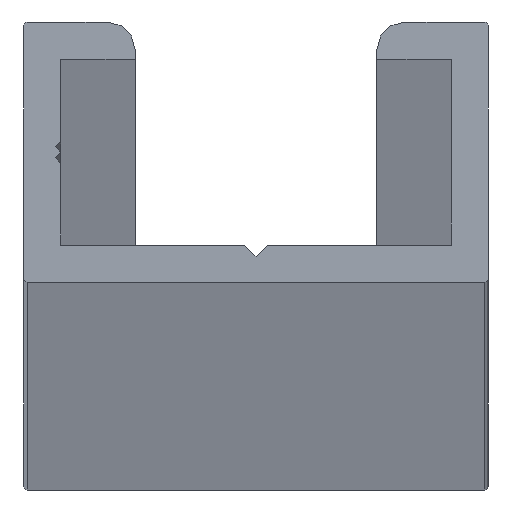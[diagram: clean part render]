
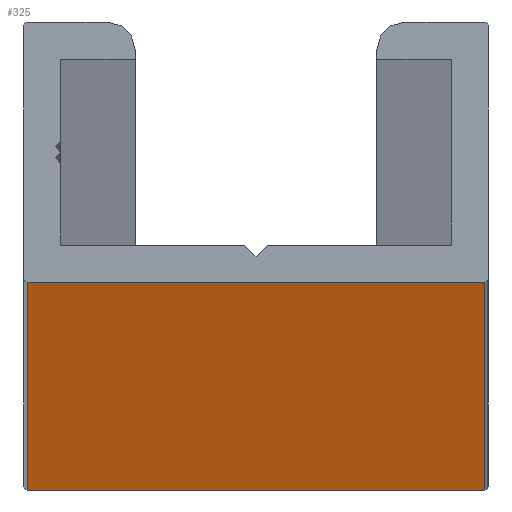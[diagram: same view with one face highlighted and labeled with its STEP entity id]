
A CAD part, top view. The second image highlights one B-rep face of the part: STEP entity #325.
In plain terms, the highlighted planar face has unit normal (0, -1, 0).
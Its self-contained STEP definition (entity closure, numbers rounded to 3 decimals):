
#80 = CARTESIAN_POINT ( 'NONE',  ( 12.3, 0., -609.6 ) ) ;
#94 = LINE ( 'NONE', #515, #455 ) ;
#120 = VERTEX_POINT ( 'NONE', #368 ) ;
#221 = DIRECTION ( 'NONE',  ( 0., 0., -1. ) ) ;
#250 = ORIENTED_EDGE ( 'NONE', *, *, #682, .F. ) ;
#266 = DIRECTION ( 'NONE',  ( 1., 0., 0. ) ) ;
#313 = VECTOR ( 'NONE', #666, 1000. ) ;
#325 = ADVANCED_FACE ( 'NONE', ( #535 ), #538, .T. ) ;
#368 = CARTESIAN_POINT ( 'NONE',  ( -12.3, 0., 5791.2 ) ) ;
#428 = DIRECTION ( 'NONE',  ( 0., 0., -1. ) ) ;
#429 = VECTOR ( 'NONE', #753, 1000. ) ;
#436 = EDGE_LOOP ( 'NONE', ( #714, #250, #508, #748 ) ) ;
#455 = VECTOR ( 'NONE', #428, 1000. ) ;
#465 = DIRECTION ( 'NONE',  ( 0., -1., 0. ) ) ;
#471 = CARTESIAN_POINT ( 'NONE',  ( 12.3, 0., 5791.2 ) ) ;
#508 = ORIENTED_EDGE ( 'NONE', *, *, #853, .T. ) ;
#514 = CARTESIAN_POINT ( 'NONE',  ( -12.3, 0., 5791.2 ) ) ;
#515 = CARTESIAN_POINT ( 'NONE',  ( 12.3, 0., 5791.2 ) ) ;
#533 = LINE ( 'NONE', #590, #313 ) ;
#535 = FACE_OUTER_BOUND ( 'NONE', #436, .T. ) ;
#538 = PLANE ( 'NONE',  #542 ) ;
#542 = AXIS2_PLACEMENT_3D ( 'NONE', #902, #465, #266 ) ;
#579 = EDGE_CURVE ( 'NONE', #120, #897, #830, .T. ) ;
#590 = CARTESIAN_POINT ( 'NONE',  ( 12.3, 0., -609.6 ) ) ;
#623 = CARTESIAN_POINT ( 'NONE',  ( -12.3, 0., -609.6 ) ) ;
#625 = CARTESIAN_POINT ( 'NONE',  ( 12.3, 0., 5791.2 ) ) ;
#640 = VERTEX_POINT ( 'NONE', #80 ) ;
#666 = DIRECTION ( 'NONE',  ( -1., 0., 0. ) ) ;
#682 = EDGE_CURVE ( 'NONE', #801, #640, #94, .T. ) ;
#714 = ORIENTED_EDGE ( 'NONE', *, *, #763, .F. ) ;
#738 = LINE ( 'NONE', #625, #429 ) ;
#740 = VECTOR ( 'NONE', #221, 1000. ) ;
#748 = ORIENTED_EDGE ( 'NONE', *, *, #579, .T. ) ;
#753 = DIRECTION ( 'NONE',  ( -1., 0., 0. ) ) ;
#763 = EDGE_CURVE ( 'NONE', #640, #897, #533, .T. ) ;
#801 = VERTEX_POINT ( 'NONE', #471 ) ;
#830 = LINE ( 'NONE', #514, #740 ) ;
#853 = EDGE_CURVE ( 'NONE', #801, #120, #738, .T. ) ;
#897 = VERTEX_POINT ( 'NONE', #623 ) ;
#902 = CARTESIAN_POINT ( 'NONE',  ( 12.3, 0., 5791.2 ) ) ;
